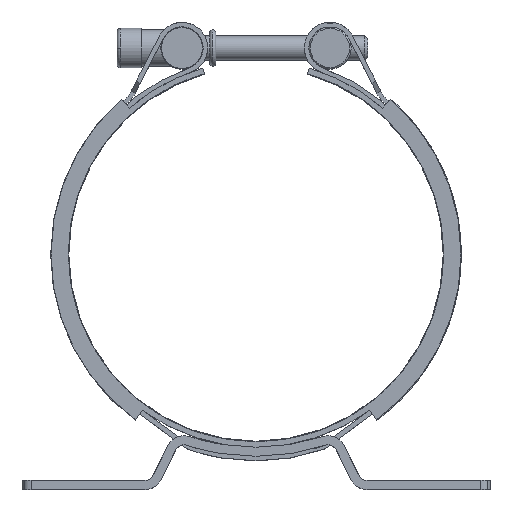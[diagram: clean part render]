
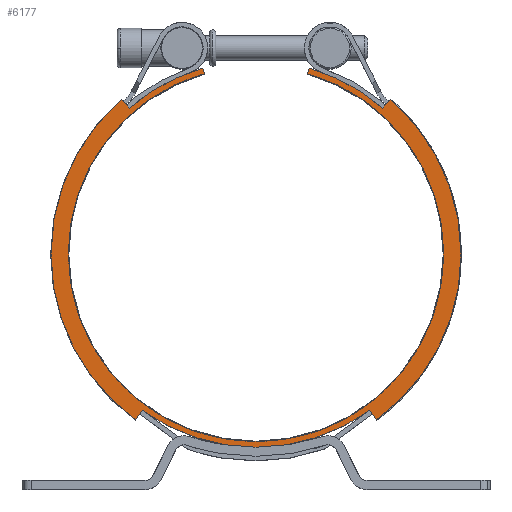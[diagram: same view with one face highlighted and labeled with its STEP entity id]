
A CAD part, top view. The second image highlights one B-rep face of the part: STEP entity #6177.
In plain terms, the highlighted free-form (B-spline) face has degree [1, 1] with [2, 2] control points.
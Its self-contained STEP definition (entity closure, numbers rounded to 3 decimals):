
#4422=CARTESIAN_POINT('',(594.857,355.055,28.0));
#4423=VERTEX_POINT('',#4422);
#4430=CARTESIAN_POINT('',(619.204,341.836,28.0));
#4431=VERTEX_POINT('',#4430);
#4432=CARTESIAN_POINT('',(577.216,293.535,28.0));
#4433=DIRECTION('',(0.0,0.0,-1.0));
#4434=DIRECTION('',(0.477,0.879,0.0));
#4435=AXIS2_PLACEMENT_3D('',#4432,#4433,#4434);
#4436=CIRCLE('',#4435,64.);
#4437=EDGE_CURVE('',#4423,#4431,#4436,.T.);
#4544=CARTESIAN_POINT('',(614.834,241.758,28.0));
#4545=VERTEX_POINT('',#4544);
#4552=CARTESIAN_POINT('',(539.598,241.758,28.0));
#4553=VERTEX_POINT('',#4552);
#4554=CARTESIAN_POINT('',(577.216,293.535,28.0));
#4555=DIRECTION('',(0.0,0.0,-1.0));
#4556=DIRECTION('',(0.309,-0.951,0.0));
#4557=AXIS2_PLACEMENT_3D('',#4554,#4555,#4556);
#4558=CIRCLE('',#4557,64.);
#4559=EDGE_CURVE('',#4545,#4553,#4558,.T.);
#4728=CARTESIAN_POINT('',(515.116,293.535,28.0));
#4729=VERTEX_POINT('',#4728);
#4748=CARTESIAN_POINT('',(560.099,353.229,28.0));
#4749=VERTEX_POINT('',#4748);
#4757=CARTESIAN_POINT('',(577.216,293.535,28.0));
#4758=DIRECTION('',(0.0,0.0,-1.0));
#4759=DIRECTION('',(1.0,0.0,0.0));
#4760=AXIS2_PLACEMENT_3D('',#4757,#4758,#4759);
#4761=CIRCLE('',#4760,62.1);
#4762=EDGE_CURVE('',#4729,#4749,#4761,.T.);
#4822=CARTESIAN_POINT('',(639.316,293.535,28.0));
#4823=VERTEX_POINT('',#4822);
#4839=CARTESIAN_POINT('',(577.216,293.535,28.0));
#4840=DIRECTION('',(0.0,0.0,-1.0));
#4841=DIRECTION('',(1.0,0.0,0.0));
#4842=AXIS2_PLACEMENT_3D('',#4839,#4840,#4841);
#4843=CIRCLE('',#4842,62.1);
#4844=EDGE_CURVE('',#4823,#4729,#4843,.T.);
#5233=CARTESIAN_POINT('',(645.116,293.535,28.0));
#5234=VERTEX_POINT('',#5233);
#5242=CARTESIAN_POINT('',(617.126,238.602,28.0));
#5243=VERTEX_POINT('',#5242);
#5244=CARTESIAN_POINT('',(577.216,293.535,28.0));
#5245=DIRECTION('',(0.0,0.0,1.0));
#5246=DIRECTION('',(-1.0,0.0,0.0));
#5247=AXIS2_PLACEMENT_3D('',#5244,#5245,#5246);
#5248=CIRCLE('',#5247,67.9);
#5249=EDGE_CURVE('',#5243,#5234,#5248,.T.);
#5469=CARTESIAN_POINT('',(509.316,293.535,28.0));
#5470=VERTEX_POINT('',#5469);
#5478=CARTESIAN_POINT('',(532.669,344.78,28.0));
#5479=VERTEX_POINT('',#5478);
#5480=CARTESIAN_POINT('',(577.216,293.535,28.0));
#5481=DIRECTION('',(0.0,0.0,-1.0));
#5482=DIRECTION('',(1.0,0.0,0.0));
#5483=AXIS2_PLACEMENT_3D('',#5480,#5481,#5482);
#5484=CIRCLE('',#5483,67.9);
#5485=EDGE_CURVE('',#5470,#5479,#5484,.T.);
#5550=CARTESIAN_POINT('',(537.305,238.602,28.0));
#5551=VERTEX_POINT('',#5550);
#5552=CARTESIAN_POINT('',(537.305,238.602,28.0));
#5553=DIRECTION('',(0.588,0.809,0.0));
#5554=VECTOR('',#5553,3.9);
#5555=LINE('',#5552,#5554);
#5556=EDGE_CURVE('',#5551,#4553,#5555,.T.);
#5645=CARTESIAN_POINT('',(535.228,341.836,28.0));
#5646=VERTEX_POINT('',#5645);
#5647=CARTESIAN_POINT('',(535.228,341.836,28.0));
#5648=DIRECTION('',(-0.656,0.755,0.0));
#5649=VECTOR('',#5648,3.9);
#5650=LINE('',#5647,#5649);
#5651=EDGE_CURVE('',#5646,#5479,#5650,.T.);
#5702=CARTESIAN_POINT('',(577.216,293.535,28.0));
#5703=DIRECTION('',(0.0,0.0,-1.0));
#5704=DIRECTION('',(1.0,0.0,0.0));
#5705=AXIS2_PLACEMENT_3D('',#5702,#5703,#5704);
#5706=CIRCLE('',#5705,67.9);
#5707=EDGE_CURVE('',#5551,#5470,#5706,.T.);
#5895=CARTESIAN_POINT('',(559.575,355.055,28.0));
#5896=VERTEX_POINT('',#5895);
#5903=CARTESIAN_POINT('',(560.099,353.229,28.0));
#5904=DIRECTION('',(-0.276,0.961,0.0));
#5905=VECTOR('',#5904,1.9);
#5906=LINE('',#5903,#5905);
#5907=EDGE_CURVE('',#4749,#5896,#5906,.T.);
#5965=CARTESIAN_POINT('',(617.126,238.602,28.0));
#5966=DIRECTION('',(-0.588,0.809,0.0));
#5967=VECTOR('',#5966,3.9);
#5968=LINE('',#5965,#5967);
#5969=EDGE_CURVE('',#5243,#4545,#5968,.T.);
#6051=CARTESIAN_POINT('',(621.762,344.78,28.0));
#6052=VERTEX_POINT('',#6051);
#6053=CARTESIAN_POINT('',(619.204,341.836,28.0));
#6054=DIRECTION('',(0.656,0.755,0.0));
#6055=VECTOR('',#6054,3.9);
#6056=LINE('',#6053,#6055);
#6057=EDGE_CURVE('',#4431,#6052,#6056,.T.);
#6125=CARTESIAN_POINT('',(577.216,293.535,28.0));
#6126=DIRECTION('',(0.0,0.0,1.0));
#6127=DIRECTION('',(-1.0,0.0,0.0));
#6128=AXIS2_PLACEMENT_3D('',#6125,#6126,#6127);
#6129=CIRCLE('',#6128,67.9);
#6130=EDGE_CURVE('',#5234,#6052,#6129,.T.);
#6135=CARTESIAN_POINT('',(645.116,355.055,28.0));
#6136=CARTESIAN_POINT('',(509.316,355.055,28.0));
#6137=CARTESIAN_POINT('',(645.116,229.535,28.0));
#6138=CARTESIAN_POINT('',(509.316,229.535,28.0));
#6139=B_SPLINE_SURFACE_WITH_KNOTS('',1,1,((#6135,#6137),(#6136,#6138)),.UNSPECIFIED.,.F.,.F.,.U.,(2,2),(2,2),(0.0,135.8),(0.0,125.521),.UNSPECIFIED.);
#6140=ORIENTED_EDGE('',*,*,#5969,.F.);
#6141=ORIENTED_EDGE('',*,*,#5249,.T.);
#6142=ORIENTED_EDGE('',*,*,#6130,.T.);
#6143=ORIENTED_EDGE('',*,*,#6057,.F.);
#6144=ORIENTED_EDGE('',*,*,#4437,.F.);
#6145=CARTESIAN_POINT('',(594.333,353.229,28.0));
#6146=VERTEX_POINT('',#6145);
#6147=CARTESIAN_POINT('',(594.333,353.229,28.0));
#6148=DIRECTION('',(0.276,0.961,0.0));
#6149=VECTOR('',#6148,1.9);
#6150=LINE('',#6147,#6149);
#6151=EDGE_CURVE('',#6146,#4423,#6150,.T.);
#6152=ORIENTED_EDGE('',*,*,#6151,.F.);
#6153=CARTESIAN_POINT('',(577.216,293.535,28.0));
#6154=DIRECTION('',(0.0,0.0,-1.0));
#6155=DIRECTION('',(1.0,0.0,0.0));
#6156=AXIS2_PLACEMENT_3D('',#6153,#6154,#6155);
#6157=CIRCLE('',#6156,62.1);
#6158=EDGE_CURVE('',#6146,#4823,#6157,.T.);
#6159=ORIENTED_EDGE('',*,*,#6158,.T.);
#6160=ORIENTED_EDGE('',*,*,#4844,.T.);
#6161=ORIENTED_EDGE('',*,*,#4762,.T.);
#6162=ORIENTED_EDGE('',*,*,#5907,.T.);
#6163=CARTESIAN_POINT('',(577.216,293.535,28.0));
#6164=DIRECTION('',(0.0,0.0,1.0));
#6165=DIRECTION('',(-0.477,0.879,0.0));
#6166=AXIS2_PLACEMENT_3D('',#6163,#6164,#6165);
#6167=CIRCLE('',#6166,64.);
#6168=EDGE_CURVE('',#5896,#5646,#6167,.T.);
#6169=ORIENTED_EDGE('',*,*,#6168,.T.);
#6170=ORIENTED_EDGE('',*,*,#5651,.T.);
#6171=ORIENTED_EDGE('',*,*,#5485,.F.);
#6172=ORIENTED_EDGE('',*,*,#5707,.F.);
#6173=ORIENTED_EDGE('',*,*,#5556,.T.);
#6174=ORIENTED_EDGE('',*,*,#4559,.F.);
#6175=EDGE_LOOP('',(#6140,#6141,#6142,#6143,#6144,#6152,#6159,#6160,#6161,#6162,#6169,#6170,#6171,#6172,#6173,#6174));
#6176=FACE_OUTER_BOUND('',#6175,.T.);
#6177=ADVANCED_FACE('',(#6176),#6139,.T.);
